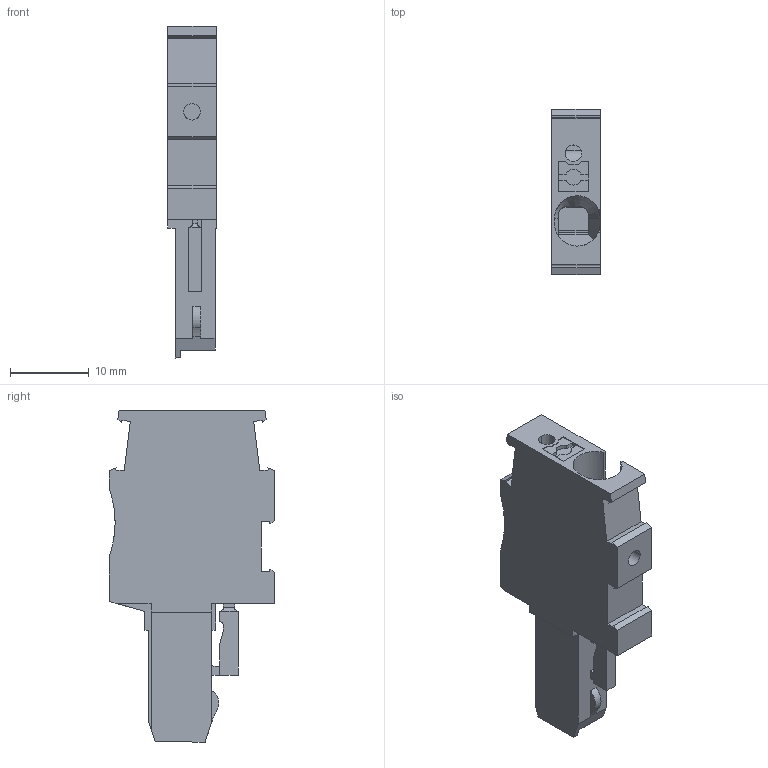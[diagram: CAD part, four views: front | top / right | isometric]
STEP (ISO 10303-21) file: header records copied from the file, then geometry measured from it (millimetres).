
FILE_DESCRIPTION(('Creo Elements/Direct Modeling STEP Export'),'2;1');
FILE_NAME('model.stp','2017-11-15T 7:51:06',(''),(''),'Creo Elements/Direct Modeling STEP processor for AP214 (Solid Model)','Creo Elements/Direct Modeling 18.1I 14-Aug-2016 (C) Parametric Technology GmbH','');
FILE_SCHEMA(('AUTOMOTIVE_DESIGN { 1 0 10303 214 1 1 1 1 }'));
Length unit declared in the file: millimetre
Products named in the file (2): PP_H_4_1_BU-select
Assembly tree (1 placements, depth 2):
  PP_H_4_1_BU-select
    PP_H_4_1_BU-select
Bounding box: 6.15 x 21 x 42.17 mm (x, y, z)
Volume: 3051.1 mm3; surface area: 2658.6 mm2
Topology: 1 solids, 1 shells, 175 faces, 493 edges, 326 vertices
Faces by surface type: plane 142, cylinder 28, extrusion 2, torus 2, cone 1
Entity records: 8020 total; most frequent: CARTESIAN_POINT 2039, ORIENTED_EDGE 986, DIRECTION 876, EDGE_CURVE 493, VECTOR 408, LINE 406, VERTEX_POINT 326, AXIS2_PLACEMENT_3D 234
